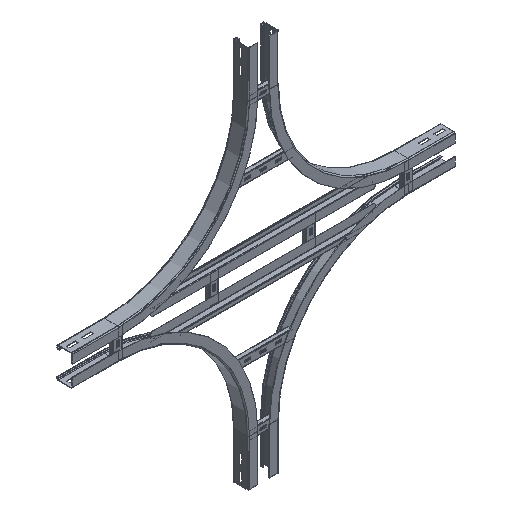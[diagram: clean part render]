
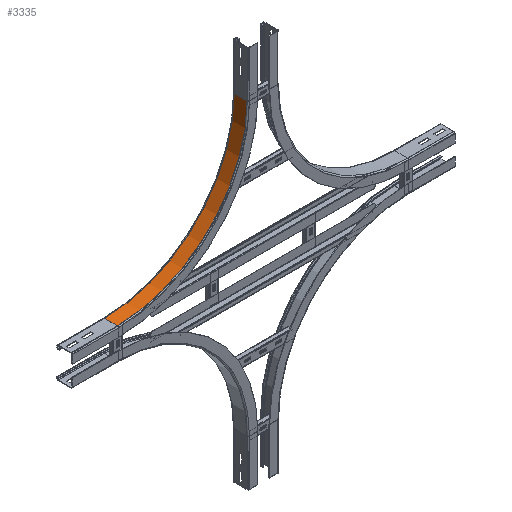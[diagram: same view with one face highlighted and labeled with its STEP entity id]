
A CAD part, isometric view. The second image highlights one B-rep face of the part: STEP entity #3335.
In plain terms, the highlighted cylindrical face has radius 420 mm (diameter 840 mm), a partial arc.
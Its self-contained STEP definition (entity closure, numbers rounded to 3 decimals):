
#140=CIRCLE('',#3650,420.);
#142=CIRCLE('',#3653,420.);
#228=CYLINDRICAL_SURFACE('',#3652,420.);
#304=FACE_OUTER_BOUND('',#518,.T.);
#518=EDGE_LOOP('',(#2370,#2371,#2372,#2373));
#777=LINE('',#5081,#1147);
#798=LINE('',#5142,#1168);
#1147=VECTOR('',#4053,10.);
#1168=VECTOR('',#4118,10.);
#1500=VERTEX_POINT('',#5074);
#1502=VERTEX_POINT('',#5080);
#1519=VERTEX_POINT('',#5136);
#1520=VERTEX_POINT('',#5140);
#1797=EDGE_CURVE('',#1500,#1502,#777,.T.);
#1825=EDGE_CURVE('',#1519,#1500,#140,.T.);
#1827=EDGE_CURVE('',#1520,#1502,#142,.T.);
#1828=EDGE_CURVE('',#1519,#1520,#798,.T.);
#2370=ORIENTED_EDGE('',*,*,#1797,.T.);
#2371=ORIENTED_EDGE('',*,*,#1827,.F.);
#2372=ORIENTED_EDGE('',*,*,#1828,.F.);
#2373=ORIENTED_EDGE('',*,*,#1825,.T.);
#3335=ADVANCED_FACE('',(#304),#228,.F.);
#3650=AXIS2_PLACEMENT_3D('',#5137,#4110,#4111);
#3652=AXIS2_PLACEMENT_3D('',#5139,#4114,#4115);
#3653=AXIS2_PLACEMENT_3D('',#5141,#4116,#4117);
#4053=DIRECTION('',(0.,1.,0.));
#4110=DIRECTION('center_axis',(0.,-1.,0.));
#4111=DIRECTION('ref_axis',(-1.,0.,0.));
#4114=DIRECTION('center_axis',(0.,-1.,0.));
#4115=DIRECTION('ref_axis',(-1.,0.,0.));
#4116=DIRECTION('center_axis',(0.,-1.,0.));
#4117=DIRECTION('ref_axis',(-1.,0.,0.));
#4118=DIRECTION('',(0.,1.,0.));
#5074=CARTESIAN_POINT('',(451.,4.,-420.));
#5080=CARTESIAN_POINT('',(451.,46.,-420.));
#5081=CARTESIAN_POINT('',(451.,46.,-420.));
#5136=CARTESIAN_POINT('',(31.,4.,0.));
#5137=CARTESIAN_POINT('Origin',(451.,4.,0.));
#5139=CARTESIAN_POINT('Origin',(451.,21.188,0.));
#5140=CARTESIAN_POINT('',(31.,46.,0.));
#5141=CARTESIAN_POINT('Origin',(451.,46.,0.));
#5142=CARTESIAN_POINT('',(31.,-27.524,0.));
